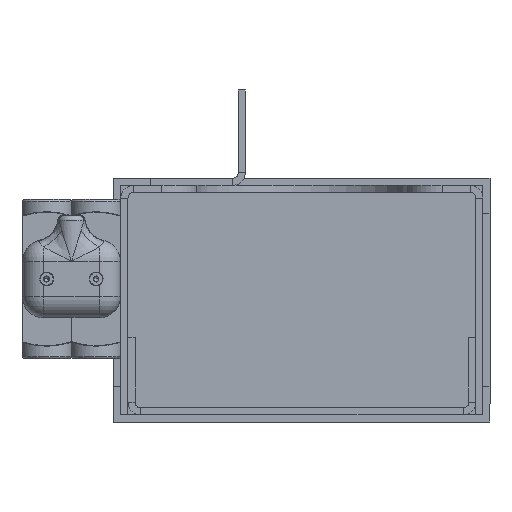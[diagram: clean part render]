
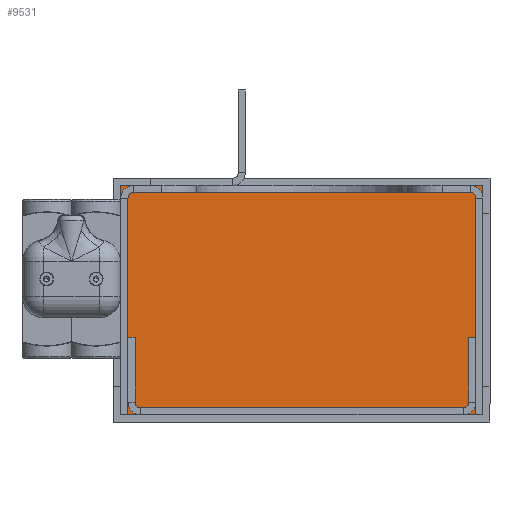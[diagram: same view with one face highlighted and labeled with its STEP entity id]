
A CAD part, left-side view. The second image highlights one B-rep face of the part: STEP entity #9531.
In plain terms, the highlighted planar face has unit normal (-1, 0, 0).
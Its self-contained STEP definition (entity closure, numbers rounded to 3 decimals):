
#172 = LINE ( 'NONE', #3857, #5916 ) ;
#533 = VERTEX_POINT ( 'NONE', #6334 ) ;
#548 = LINE ( 'NONE', #5306, #4992 ) ;
#609 = CARTESIAN_POINT ( 'NONE',  ( -2., -51.25, 32.5 ) ) ;
#1145 = EDGE_CURVE ( 'NONE', #4839, #533, #172, .T. ) ;
#1372 = ORIENTED_EDGE ( 'NONE', *, *, #1145, .T. ) ;
#1775 = ORIENTED_EDGE ( 'NONE', *, *, #4948, .T. ) ;
#2021 = VERTEX_POINT ( 'NONE', #9465 ) ;
#2075 = EDGE_LOOP ( 'NONE', ( #2857, #1775, #1372, #2886 ) ) ;
#2857 = ORIENTED_EDGE ( 'NONE', *, *, #2879, .T. ) ;
#2879 = EDGE_CURVE ( 'NONE', #2021, #8475, #548, .T. ) ;
#2886 = ORIENTED_EDGE ( 'NONE', *, *, #9515, .T. ) ;
#3228 = CARTESIAN_POINT ( 'NONE',  ( -2., -51.25, -32.5 ) ) ;
#3491 = PLANE ( 'NONE',  #9094 ) ;
#3857 = CARTESIAN_POINT ( 'NONE',  ( -2., 51.25, 32.5 ) ) ;
#4502 = CARTESIAN_POINT ( 'NONE',  ( -2., 0., 0. ) ) ;
#4839 = VERTEX_POINT ( 'NONE', #609 ) ;
#4948 = EDGE_CURVE ( 'NONE', #8475, #4839, #8127, .T. ) ;
#4992 = VECTOR ( 'NONE', #5131, 1000. ) ;
#5131 = DIRECTION ( 'NONE',  ( 0., -1., 0. ) ) ;
#5158 = DIRECTION ( 'NONE',  ( 1., 0., 0. ) ) ;
#5306 = CARTESIAN_POINT ( 'NONE',  ( -2., 51.25, -32.5 ) ) ;
#5916 = VECTOR ( 'NONE', #10919, 1000. ) ;
#6334 = CARTESIAN_POINT ( 'NONE',  ( -2., 51.25, 32.5 ) ) ;
#7112 = DIRECTION ( 'NONE',  ( 0., 0., 1. ) ) ;
#7135 = DIRECTION ( 'NONE',  ( 0., 0., -1. ) ) ;
#8022 = CARTESIAN_POINT ( 'NONE',  ( -2., 51.25, 32.5 ) ) ;
#8127 = LINE ( 'NONE', #11711, #10021 ) ;
#8475 = VERTEX_POINT ( 'NONE', #3228 ) ;
#8797 = LINE ( 'NONE', #8022, #9671 ) ;
#9094 = AXIS2_PLACEMENT_3D ( 'NONE', #4502, #5158, #11546 ) ;
#9465 = CARTESIAN_POINT ( 'NONE',  ( -2., 51.25, -32.5 ) ) ;
#9515 = EDGE_CURVE ( 'NONE', #533, #2021, #8797, .T. ) ;
#9531 = ADVANCED_FACE ( 'NONE', ( #9808 ), #3491, .F. ) ;
#9671 = VECTOR ( 'NONE', #7135, 1000. ) ;
#9808 = FACE_OUTER_BOUND ( 'NONE', #2075, .T. ) ;
#10021 = VECTOR ( 'NONE', #7112, 1000. ) ;
#10919 = DIRECTION ( 'NONE',  ( 0., 1., 0. ) ) ;
#11546 = DIRECTION ( 'NONE',  ( 0., 0., -1. ) ) ;
#11711 = CARTESIAN_POINT ( 'NONE',  ( -2., -51.25, 32.5 ) ) ;
